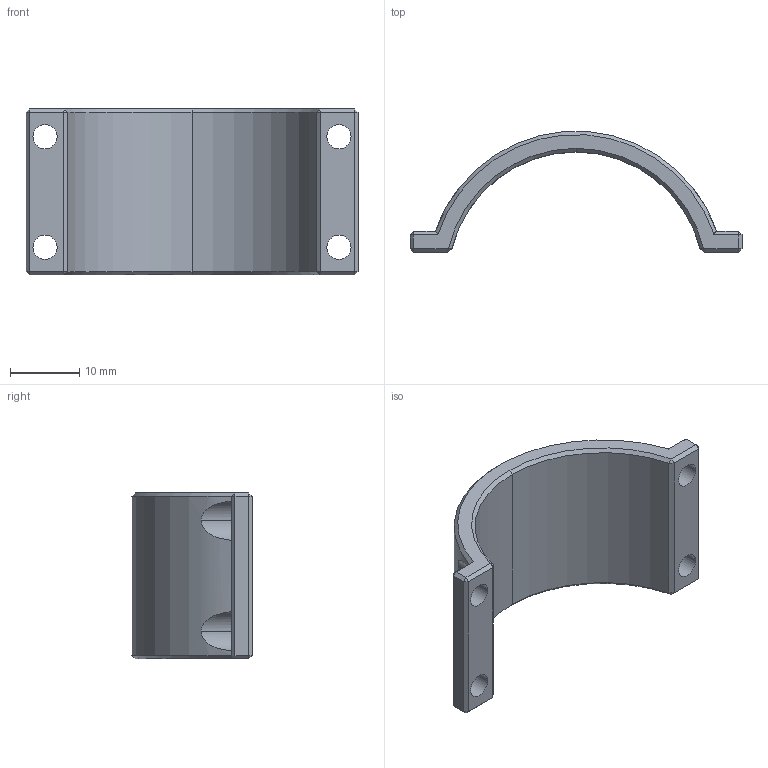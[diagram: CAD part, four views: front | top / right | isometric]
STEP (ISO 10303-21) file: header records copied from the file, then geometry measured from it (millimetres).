
FILE_DESCRIPTION (( 'STEP AP214' ), '1' );
FILE_NAME ('76141t-motor-mount-clamp-kit-top.STEP', '2021-07-06T18:27:20', ( '' ), ( '' ), 'SwSTEP 2.0', 'SolidWorks 2021', '' );
FILE_SCHEMA (( 'AUTOMOTIVE_DESIGN' ));
Length unit declared in the file: millimetre
Products named in the file (1): 76141t-motor-mount-clamp-kit-top
Bounding box: 48 x 17.43 x 24 mm (x, y, z)
Volume: 4170.1 mm3; surface area: 3434.6 mm2
Topology: 1 solids, 1 shells, 63 faces, 142 edges, 81 vertices
Faces by surface type: plane 36, cylinder 19, cone 8
Entity records: 1998 total; most frequent: CARTESIAN_POINT 566, DIRECTION 292, ORIENTED_EDGE 284, EDGE_CURVE 142, AXIS2_PLACEMENT_3D 102, LINE 88, VECTOR 88, VERTEX_POINT 81
